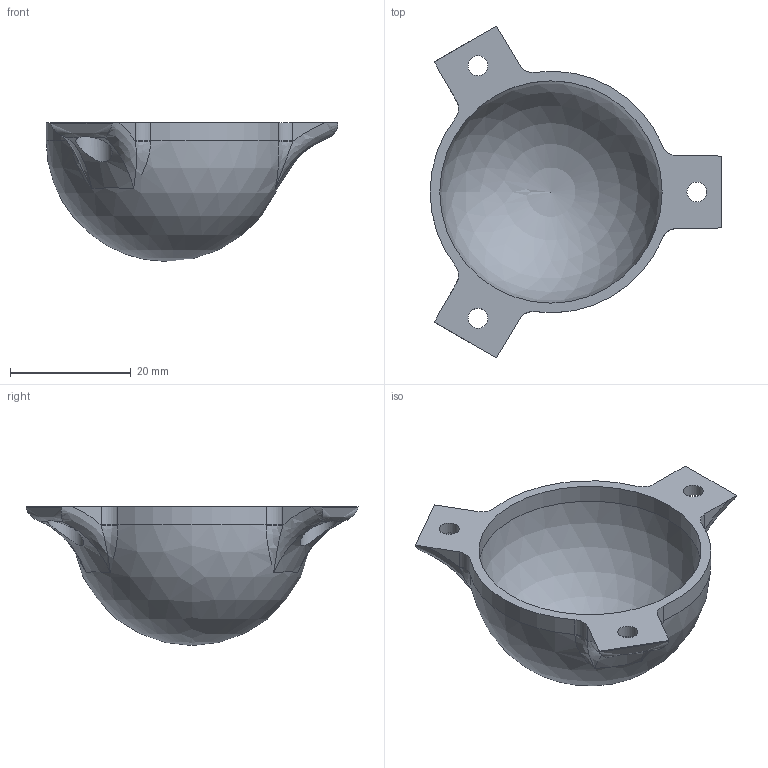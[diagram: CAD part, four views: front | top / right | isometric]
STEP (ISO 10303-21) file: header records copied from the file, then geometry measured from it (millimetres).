
FILE_DESCRIPTION(/* description */ (''),/* implementation_level */ '2;1');
FILE_NAME(/* name */ 'CO2 Light Dome v7.step',/* time_stamp */ '2020-11-09T22:44:31+01:00',/* author */ (''),/* organization */ (''),/* preprocessor_version */ 'ST-DEVELOPER v18.1',/* originating_system */ 'Autodesk Translation Framework v9.3.0.1241',/* authorisation */ '');
FILE_SCHEMA (('AUTOMOTIVE_DESIGN { 1 0 10303 214 3 1 1 }'));
Length unit declared in the file: millimetre
Products named in the file (1): CO2 Light Dome
Bounding box: 48.3 x 54.95 x 23 mm (x, y, z)
Volume: 5366.7 mm3; surface area: 6308.4 mm2
Topology: 1 solids, 1 shells, 55 faces, 149 edges, 89 vertices
Faces by surface type: bspline 18, cylinder 16, plane 13, torus 6, sphere 2
Full cylindrical faces by diameter (mm): 3.3 x3, 6 x3, 36.8 x1
Entity records: 2559 total; most frequent: CARTESIAN_POINT 1315, ORIENTED_EDGE 282, DIRECTION 204, EDGE_CURVE 141, VERTEX_POINT 89, AXIS2_PLACEMENT_3D 88, B_SPLINE_CURVE_WITH_KNOTS 63, EDGE_LOOP 62
